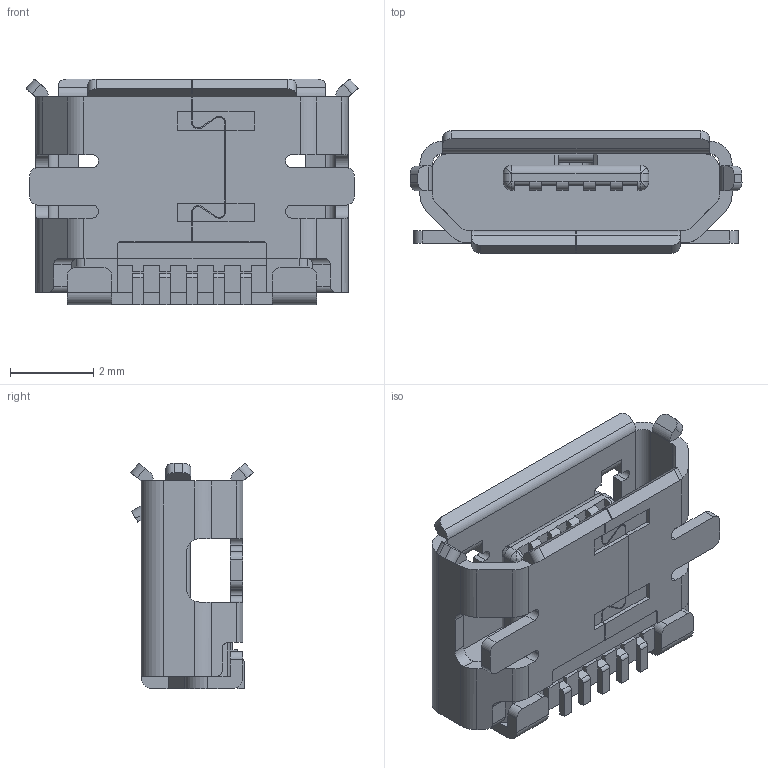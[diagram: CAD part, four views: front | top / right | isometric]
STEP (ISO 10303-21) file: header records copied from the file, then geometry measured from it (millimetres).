
FILE_DESCRIPTION (( 'STEP AP214' ), '1' );
FILE_NAME ('Molex_micro_USB_B.STEP', '2018-01-23T15:21:19', ( '' ), ( '' ), 'SwSTEP 2.0', 'SolidWorks 2018', '' );
FILE_SCHEMA (( 'AUTOMOTIVE_DESIGN' ));
Length unit declared in the file: millimetre
Products named in the file (1): Molex_micro_USB_B
Bounding box: 7.98 x 2.94 x 5.43 mm (x, y, z)
Volume: 44.4 mm3; surface area: 257.9 mm2
Topology: 1 solids, 1 shells, 412 faces, 1202 edges, 776 vertices
Faces by surface type: plane 275, cylinder 129, bspline 8
Entity records: 18150 total; most frequent: CARTESIAN_POINT 2575, ORIENTED_EDGE 2388, DIRECTION 2238, EDGE_CURVE 1194, LINE 912, VECTOR 912, VERTEX_POINT 776, AXIS2_PLACEMENT_3D 663
